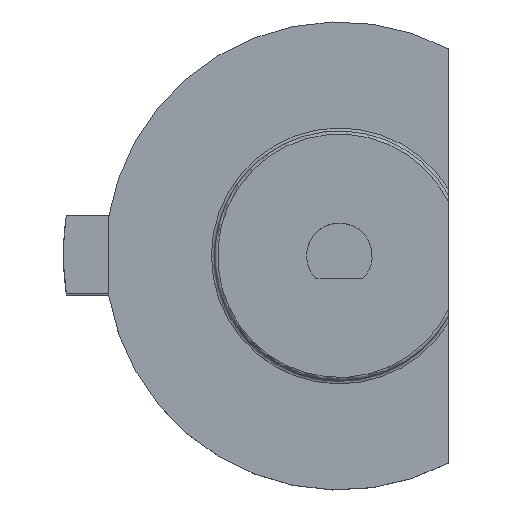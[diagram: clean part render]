
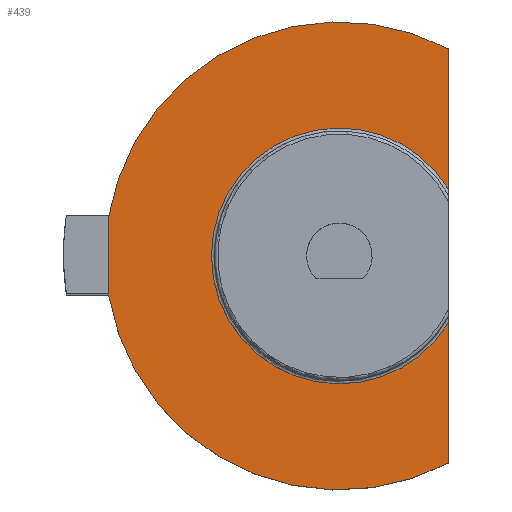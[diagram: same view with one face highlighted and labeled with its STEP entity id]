
A CAD part, top view. The second image highlights one B-rep face of the part: STEP entity #439.
In plain terms, the highlighted planar face has unit normal (0, 0, 1).
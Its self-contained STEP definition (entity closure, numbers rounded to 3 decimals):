
#32=CIRCLE('',#486,8.2);
#33=CIRCLE('',#488,15.);
#34=CIRCLE('',#489,15.);
#50=LINE('',#740,#85);
#54=LINE('',#748,#89);
#58=LINE('',#817,#93);
#85=VECTOR('',#542,10.);
#89=VECTOR('',#546,10.);
#93=VECTOR('',#568,10.);
#117=PLANE('',#487);
#137=FACE_OUTER_BOUND('',#165,.T.);
#165=EDGE_LOOP('',(#336,#337,#338,#339,#340,#341));
#203=VERTEX_POINT('',#738);
#204=VERTEX_POINT('',#739);
#207=VERTEX_POINT('',#745);
#208=VERTEX_POINT('',#747);
#215=VERTEX_POINT('',#814);
#216=VERTEX_POINT('',#816);
#246=EDGE_CURVE('',#203,#204,#50,.T.);
#250=EDGE_CURVE('',#208,#207,#54,.T.);
#261=EDGE_CURVE('',#208,#204,#32,.T.);
#262=EDGE_CURVE('',#207,#215,#33,.T.);
#263=EDGE_CURVE('',#215,#216,#58,.T.);
#264=EDGE_CURVE('',#216,#203,#34,.T.);
#336=ORIENTED_EDGE('',*,*,#250,.T.);
#337=ORIENTED_EDGE('',*,*,#262,.T.);
#338=ORIENTED_EDGE('',*,*,#263,.T.);
#339=ORIENTED_EDGE('',*,*,#264,.T.);
#340=ORIENTED_EDGE('',*,*,#246,.T.);
#341=ORIENTED_EDGE('',*,*,#261,.F.);
#439=ADVANCED_FACE('',(#137),#117,.F.);
#486=AXIS2_PLACEMENT_3D('',#812,#562,#563);
#487=AXIS2_PLACEMENT_3D('',#813,#564,#565);
#488=AXIS2_PLACEMENT_3D('',#815,#566,#567);
#489=AXIS2_PLACEMENT_3D('',#818,#569,#570);
#542=DIRECTION('',(0.,1.,0.));
#546=DIRECTION('',(0.,1.,0.));
#562=DIRECTION('center_axis',(0.,0.,1.));
#563=DIRECTION('ref_axis',(-1.,0.,0.));
#564=DIRECTION('center_axis',(0.,0.,
-1.));
#565=DIRECTION('ref_axis',(1.,0.,0.));
#566=DIRECTION('center_axis',(0.,0.,
1.));
#567=DIRECTION('ref_axis',(1.,0.,0.));
#568=DIRECTION('',(0.001,-1.,0.));
#569=DIRECTION('center_axis',(0.,0.,
1.));
#570=DIRECTION('ref_axis',(1.,0.,0.));
#738=CARTESIAN_POINT('',(6.994,-13.27,4.));
#739=CARTESIAN_POINT('',(6.994,-4.281,4.));
#740=CARTESIAN_POINT('',(6.994,6.635,4.));
#745=CARTESIAN_POINT('',(6.994,13.27,4.));
#747=CARTESIAN_POINT('',(6.994,4.281,4.));
#748=CARTESIAN_POINT('',(6.994,6.635,4.));
#812=CARTESIAN_POINT('Origin',(0.,0.,4.));
#813=CARTESIAN_POINT('Origin',(0.,0.,
4.));
#814=CARTESIAN_POINT('',(-14.793,2.485,4.));
#815=CARTESIAN_POINT('Origin',(0.,0.,
4.));
#816=CARTESIAN_POINT('',(-14.788,-2.515,4.));
#817=CARTESIAN_POINT('',(-14.789,-1.265,4.));
#818=CARTESIAN_POINT('Origin',(0.,0.,
4.));
